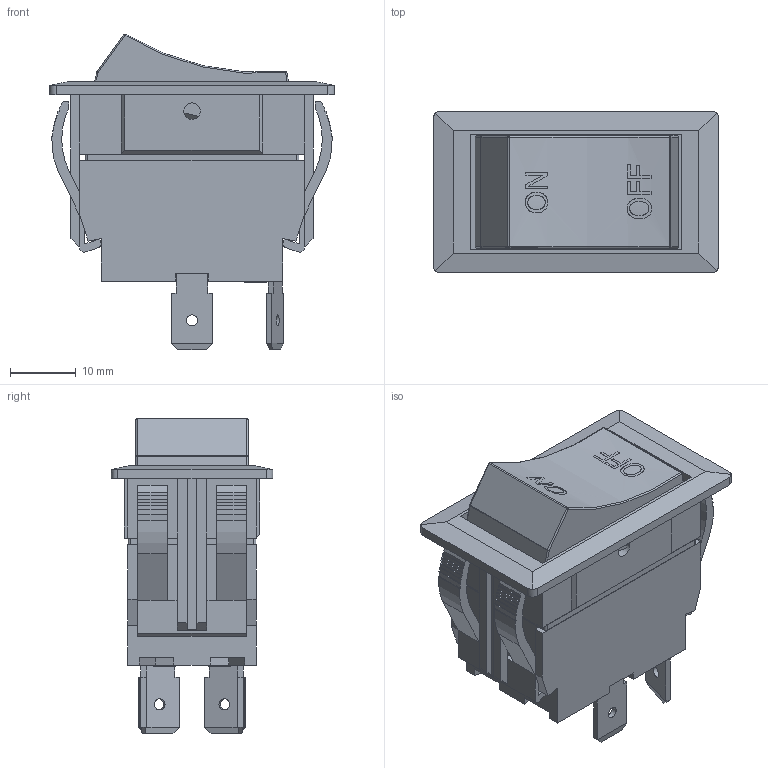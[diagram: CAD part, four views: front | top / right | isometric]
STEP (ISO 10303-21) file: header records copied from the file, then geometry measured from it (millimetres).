
FILE_DESCRIPTION((' '),'2;1');
FILE_NAME('RVW42Dxxx3.stp','2017-07-28T11:03:46',(' '),(' '),' ','ACIS',' ');
FILE_SCHEMA(('CONFIG_CONTROL_DESIGN'));
Length unit declared in the file: inch
Products named in the file (1): RVW42Dxxx3.stp
Bounding box: 43.2 x 24.5 x 47.9 mm (x, y, z)
Surface area: 13454.1 mm2 (no closed solid volume)
Topology: 0 solids, 1 shells, 424 faces, 1148 edges, 743 vertices
Faces by surface type: plane 318, cylinder 63, bspline 28, sphere 8, cone 5, torus 2
Full cylindrical faces by diameter (mm): 1.7 x4, 2.5 x4, 3.3 x4, 3.5 x1, 7 x1
Entity records: 13798 total; most frequent: CARTESIAN_POINT 3150, ORIENTED_EDGE 2248, DIRECTION 2032, EDGE_CURVE 1125, VECTOR 900, LINE 900, VERTEX_POINT 737, AXIS2_PLACEMENT_3D 566
